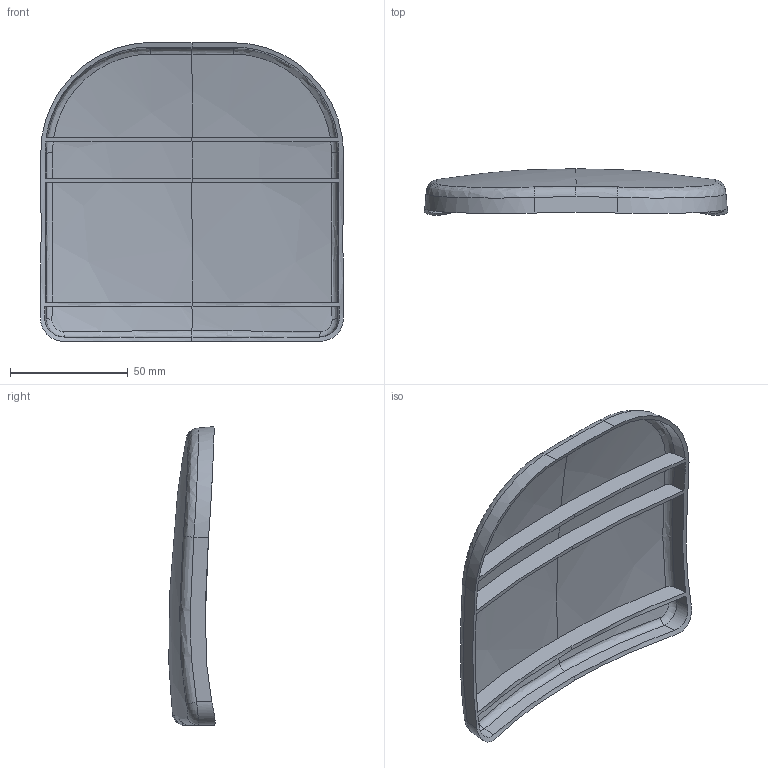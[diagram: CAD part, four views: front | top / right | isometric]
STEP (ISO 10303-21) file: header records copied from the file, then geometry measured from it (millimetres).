
FILE_DESCRIPTION(('produced by SPATIAL CORP'),'2;1');
FILE_NAME( 'lid_motion.prt.hh.sat.stp','2002-04-19T14:08:31+00:00',('SPATIAL CORP'),('SPATIAL CORP'), 'ACIS STEP Husk','http://www.spatial.com','SPATIAL CORP');
FILE_SCHEMA(('CONFIG_CONTROL_DESIGN'));
Length unit declared in the file: millimetre
Products named in the file (1): PRODUCT_ID_1
Bounding box: 128.96 x 19.75 x 127.05 mm (x, y, z)
Volume: 38788.5 mm3; surface area: 44138.6 mm2
Topology: 1 solids, 1 shells, 66 faces, 178 edges, 114 vertices
Faces by surface type: bspline 38, plane 18, cone 6, cylinder 4
Entity records: 16986 total; most frequent: CARTESIAN_POINT 15725, ORIENTED_EDGE 356, EDGE_CURVE 178, VERTEX_POINT 114, DIRECTION 94, B_SPLINE_CURVE_WITH_KNOTS 84, EDGE_LOOP 66, FACE_BOUND 66
